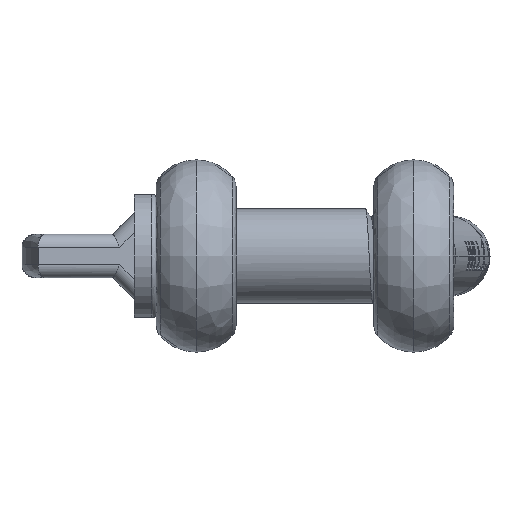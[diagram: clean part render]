
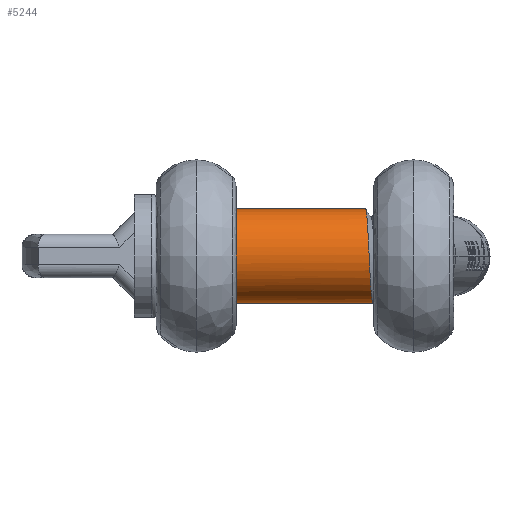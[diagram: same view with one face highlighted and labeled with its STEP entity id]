
A CAD part, front view. The second image highlights one B-rep face of the part: STEP entity #5244.
In plain terms, the highlighted cylindrical face has radius 6.5 mm (diameter 13 mm), a partial arc.
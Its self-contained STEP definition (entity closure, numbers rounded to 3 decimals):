
#4441 = ORIENTED_EDGE ( 'NONE', *, *, #4608, .F. ) ;
#4608 = EDGE_CURVE ( 'NONE', #4631, #5241, #12873, .T. ) ;
#4625 = VERTEX_POINT ( 'NONE', #12707 ) ;
#4627 = VERTEX_POINT ( 'NONE', #12706 ) ;
#4630 = EDGE_CURVE ( 'NONE', #4625, #4631, #12705, .T. ) ;
#4631 = VERTEX_POINT ( 'NONE', #12701 ) ;
#5038 = ORIENTED_EDGE ( 'NONE', *, *, #5044, .F. ) ;
#5044 = EDGE_CURVE ( 'NONE', #4627, #4625, #17005, .T. ) ;
#5046 = ORIENTED_EDGE ( 'NONE', *, *, #5243, .T. ) ;
#5241 = VERTEX_POINT ( 'NONE', #17715 ) ;
#5243 = EDGE_CURVE ( 'NONE', #4627, #5241, #17803, .T. ) ;
#5244 = ADVANCED_FACE ( 'NONE', ( #17799 ), #17798, .T. ) ;
#5247 = EDGE_LOOP ( 'NONE', ( #5249, #5038, #5046, #4441 ) ) ;
#5249 = ORIENTED_EDGE ( 'NONE', *, *, #4630, .F. ) ;
#12701 = CARTESIAN_POINT ( 'NONE',  ( 6.5, 0., -28.854 ) ) ;
#12702 = DIRECTION ( 'NONE',  ( 0., 0., -1. ) ) ;
#12703 = VECTOR ( 'NONE', #12702, 1000. ) ;
#12704 = CARTESIAN_POINT ( 'NONE',  ( 6.5, 0., -0.25 ) ) ;
#12705 = LINE ( 'NONE', #12704, #12703 ) ;
#12706 = CARTESIAN_POINT ( 'NONE',  ( -6.5, 0., -0.25 ) ) ;
#12707 = CARTESIAN_POINT ( 'NONE',  ( 6.5, 0., -0.25 ) ) ;
#12724 = CARTESIAN_POINT ( 'NONE',  ( -6.5, 0., -29.84 ) ) ;
#12725 = CARTESIAN_POINT ( 'NONE',  ( -6.5, -0.429, -29.82 ) ) ;
#12726 = CARTESIAN_POINT ( 'NONE',  ( -6.457, -0.859, -29.799 ) ) ;
#12832 = CARTESIAN_POINT ( 'NONE',  ( -6.29, -1.691, -29.758 ) ) ;
#12833 = CARTESIAN_POINT ( 'NONE',  ( -6.167, -2.096, -29.737 ) ) ;
#12834 = CARTESIAN_POINT ( 'NONE',  ( -5.922, -2.687, -29.706 ) ) ;
#12835 = CARTESIAN_POINT ( 'NONE',  ( -5.83, -2.882, -29.696 ) ) ;
#12836 = CARTESIAN_POINT ( 'NONE',  ( -5.629, -3.258, -29.676 ) ) ;
#12837 = CARTESIAN_POINT ( 'NONE',  ( -5.519, -3.44, -29.665 ) ) ;
#12838 = CARTESIAN_POINT ( 'NONE',  ( -5.166, -3.967, -29.635 ) ) ;
#12839 = CARTESIAN_POINT ( 'NONE',  ( -4.896, -4.297, -29.615 ) ) ;
#12840 = CARTESIAN_POINT ( 'NONE',  ( -4.289, -4.903, -29.573 ) ) ;
#12841 = CARTESIAN_POINT ( 'NONE',  ( -3.961, -5.171, -29.552 ) ) ;
#12842 = CARTESIAN_POINT ( 'NONE',  ( -3.433, -5.524, -29.522 ) ) ;
#12843 = CARTESIAN_POINT ( 'NONE',  ( -3.25, -5.633, -29.512 ) ) ;
#12844 = CARTESIAN_POINT ( 'NONE',  ( -2.874, -5.834, -29.491 ) ) ;
#12845 = CARTESIAN_POINT ( 'NONE',  ( -2.679, -5.926, -29.481 ) ) ;
#12846 = CARTESIAN_POINT ( 'NONE',  ( -2.089, -6.17, -29.45 ) ) ;
#12847 = CARTESIAN_POINT ( 'NONE',  ( -1.684, -6.292, -29.429 ) ) ;
#12848 = CARTESIAN_POINT ( 'NONE',  ( -0.85, -6.458, -29.388 ) ) ;
#12849 = CARTESIAN_POINT ( 'NONE',  ( -0.42, -6.5, -29.367 ) ) ;
#12850 = CARTESIAN_POINT ( 'NONE',  ( 0.428, -6.5, -29.327 ) ) ;
#12851 = CARTESIAN_POINT ( 'NONE',  ( 0.85, -6.458, -29.306 ) ) ;
#12852 = CARTESIAN_POINT ( 'NONE',  ( 1.479, -6.333, -29.275 ) ) ;
#12853 = CARTESIAN_POINT ( 'NONE',  ( 1.688, -6.281, -29.264 ) ) ;
#12854 = CARTESIAN_POINT ( 'NONE',  ( 2.094, -6.157, -29.244 ) ) ;
#12855 = CARTESIAN_POINT ( 'NONE',  ( 2.493, -6.014, -29.223 ) ) ;
#12856 = CARTESIAN_POINT ( 'NONE',  ( 2.876, -5.833, -29.203 ) ) ;
#12857 = CARTESIAN_POINT ( 'NONE',  ( 3.252, -5.632, -29.183 ) ) ;
#12858 = CARTESIAN_POINT ( 'NONE',  ( 3.436, -5.522, -29.173 ) ) ;
#12859 = CARTESIAN_POINT ( 'NONE',  ( 3.969, -5.165, -29.142 ) ) ;
#12860 = CARTESIAN_POINT ( 'NONE',  ( 4.296, -4.896, -29.121 ) ) ;
#12861 = CARTESIAN_POINT ( 'NONE',  ( 4.896, -4.297, -29.08 ) ) ;
#12862 = CARTESIAN_POINT ( 'NONE',  ( 5.17, -3.962, -29.059 ) ) ;
#12863 = CARTESIAN_POINT ( 'NONE',  ( 5.642, -3.255, -29.018 ) ) ;
#12864 = CARTESIAN_POINT ( 'NONE',  ( 5.842, -2.882, -28.998 ) ) ;
#12865 = CARTESIAN_POINT ( 'NONE',  ( 6.086, -2.292, -28.967 ) ) ;
#12866 = CARTESIAN_POINT ( 'NONE',  ( 6.159, -2.089, -28.956 ) ) ;
#12867 = CARTESIAN_POINT ( 'NONE',  ( 6.283, -1.681, -28.936 ) ) ;
#12868 = CARTESIAN_POINT ( 'NONE',  ( 6.334, -1.475, -28.925 ) ) ;
#12869 = CARTESIAN_POINT ( 'NONE',  ( 6.458, -0.852, -28.895 ) ) ;
#12870 = CARTESIAN_POINT ( 'NONE',  ( 6.5, -0.429, -28.875 ) ) ;
#12871 = CARTESIAN_POINT ( 'NONE',  ( 6.5, 0., -28.854 ) ) ;
#12873 = B_SPLINE_CURVE_WITH_KNOTS ( 'NONE', 3,
 ( #12871, #12870, #12869, #12868, #12867, #12866, #12865, #12864, #12863, #12862, #12861, #12860, #12859, #12858, #12857, #12856, #12855, #12854, #12853, #12852, #12851, #12850, #12849, #12848, #12847, #12846, #12845, #12844, #12843, #12842, #12841, #12840, #12839, #12838, #12837, #12836, #12835, #12834, #12833, #12832, #12726, #12725, #12724 ),
 .UNSPECIFIED., .F., .F.,
 ( 4, 2, 2, 2, 2, 2, 2, 2, 1, 2, 2, 2, 2, 2, 2, 2, 2, 2, 2, 2, 2, 4 ),
 ( 0.013, 0.014, 0.015, 0.016, 0.017, 0.018, 0.019, 0.02, 0.021, 0.021, 0.022, 0.023, 0.024, 0.026, 0.026, 0.027, 0.028, 0.03, 0.03, 0.031, 0.032, 0.033 ),
 .UNSPECIFIED. ) ;
#17005 = CIRCLE ( 'NONE', #17103, 6.5 ) ;
#17100 = DIRECTION ( 'NONE',  ( -1., 0., 0. ) ) ;
#17101 = DIRECTION ( 'NONE',  ( 0., 0., 1. ) ) ;
#17102 = CARTESIAN_POINT ( 'NONE',  ( 0., 0., -0.25 ) ) ;
#17103 = AXIS2_PLACEMENT_3D ( 'NONE', #17102, #17101, #17100 ) ;
#17715 = CARTESIAN_POINT ( 'NONE',  ( -6.5, 0., -29.84 ) ) ;
#17794 = DIRECTION ( 'NONE',  ( -1., 0., 0. ) ) ;
#17795 = DIRECTION ( 'NONE',  ( 0., 0., -1. ) ) ;
#17796 = AXIS2_PLACEMENT_3D ( 'NONE', #17797, #17795, #17794 ) ;
#17797 = CARTESIAN_POINT ( 'NONE',  ( 0., 0., -0.25 ) ) ;
#17798 = CYLINDRICAL_SURFACE ( 'NONE', #17796, 6.5 ) ;
#17799 = FACE_OUTER_BOUND ( 'NONE', #5247, .T. ) ;
#17800 = DIRECTION ( 'NONE',  ( 0., 0., -1. ) ) ;
#17801 = VECTOR ( 'NONE', #17800, 1000. ) ;
#17802 = CARTESIAN_POINT ( 'NONE',  ( -6.5, 0., -0.25 ) ) ;
#17803 = LINE ( 'NONE', #17802, #17801 ) ;
